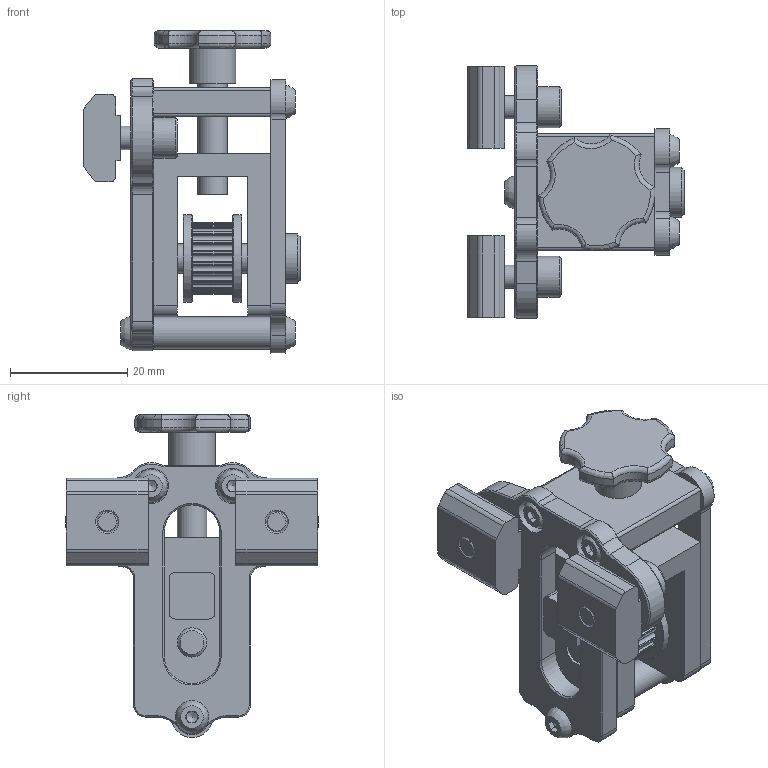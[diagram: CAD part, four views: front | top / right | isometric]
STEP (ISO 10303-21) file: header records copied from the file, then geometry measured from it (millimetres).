
FILE_DESCRIPTION(/* description */ (''),/* implementation_level */ '2;1');
FILE_NAME(/* name */ 'Y-Axs Belt Tensioner Assembly.step',/* time_stamp */ '2020-10-05T14:51:12+07:00',/* author */ (''),/* organization */ (''),/* preprocessor_version */ 'ST-DEVELOPER v18.1',/* originating_system */ 'Autodesk Translation Framework v9.3.0.1241',/* authorisation */ '');
FILE_SCHEMA (('AUTOMOTIVE_DESIGN { 1 0 10303 214 3 1 1 }'));
Length unit declared in the file: millimetre
Products named in the file (15): Y-Axs Belt Tensioner; Y-Axis Belt Tensioner Idler Holder Set; Part3.STEP; Knob.STEP; Gates_2GT_20T_Toothed_Vychoz_.STEP; SCB5-20 v1; Spacer-20mm; Belt Tensioner 01; Y-Axis Belt Tensioner Bottom; Y-Axis Belt Tensioner Top; Y-Axis Belt Tensioner Screw Set; SBCB3-10 v1; SCB4-12 v1; Y-Axis Belt Tensioner Insertion Set; HNTT6-4 v3
Assembly tree (21 placements, depth 3):
  Y-Axs Belt Tensioner
    Y-Axis Belt Tensioner Idler Holder Set
      Part3.STEP
      Knob.STEP
      Gates_2GT_20T_Toothed_Vychoz_.STEP
      SCB5-20 v1
      Spacer-20mm
      Belt Tensioner 01
    Y-Axis Belt Tensioner Bottom
    Y-Axis Belt Tensioner Top
    Y-Axis Belt Tensioner Screw Set
      SBCB3-10 v1  x6
      SCB4-12 v1  x2
    Y-Axis Belt Tensioner Insertion Set
      HNTT6-4 v3  x2
Bounding box: 37 x 43.23 x 55.19 mm (x, y, z)
Volume: 18717 mm3; surface area: 17072.9 mm2
Topology: 22 solids, 22 shells, 739 faces, 1772 edges, 1102 vertices
Faces by surface type: plane 337, cylinder 243, cone 87, torus 66, bspline 6
Full cylindrical faces by diameter (mm): 3 x15, 3.242 x2, 4 x4, 5 x8, 5.5 x1, 6 x6, 7 x3, 8 x5, 8.5 x1, 9 x4, 10.5 x4, 15 x2
Entity records: 19625 total; most frequent: CARTESIAN_POINT 4554, DIRECTION 3410, ORIENTED_EDGE 2900, EDGE_CURVE 1450, AXIS2_PLACEMENT_3D 1427, VERTEX_POINT 904, CIRCLE 714, EDGE_LOOP 666
